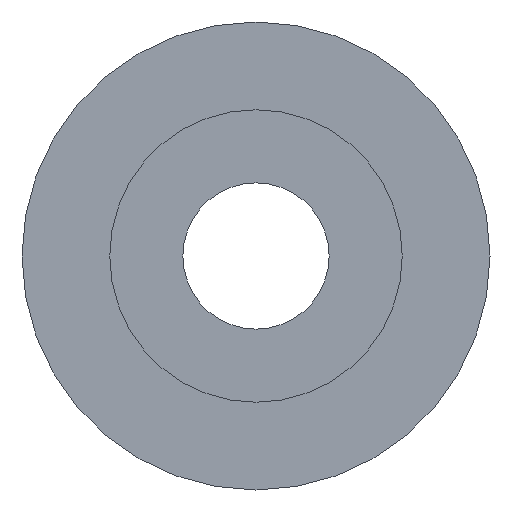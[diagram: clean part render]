
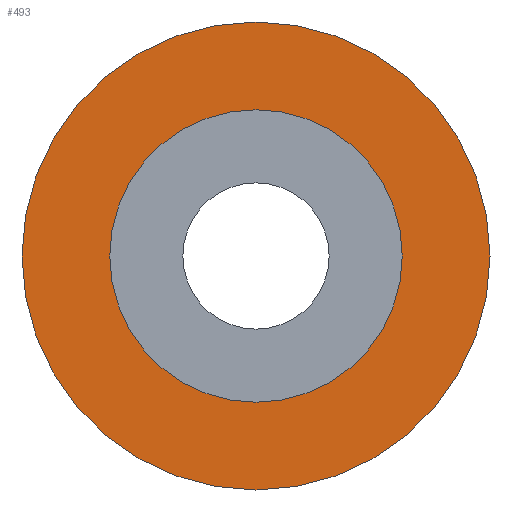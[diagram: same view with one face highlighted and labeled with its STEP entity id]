
A CAD part, left-side view. The second image highlights one B-rep face of the part: STEP entity #493.
In plain terms, the highlighted planar face has unit normal (-1, 0, 0).
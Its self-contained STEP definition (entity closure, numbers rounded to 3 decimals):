
#40 = CARTESIAN_POINT ( 'NONE',  ( 0., 0., 5. ) ) ;
#56 = ORIENTED_EDGE ( 'NONE', *, *, #142, .T. ) ;
#101 = DIRECTION ( 'NONE',  ( 0., 0., 1. ) ) ;
#120 = ORIENTED_EDGE ( 'NONE', *, *, #354, .F. ) ;
#127 = PLANE ( 'NONE',  #485 ) ;
#142 = EDGE_CURVE ( 'NONE', #594, #550, #154, .T. ) ;
#154 = CIRCLE ( 'NONE', #253, 8. ) ;
#163 = EDGE_LOOP ( 'NONE', ( #526, #56 ) ) ;
#176 = VERTEX_POINT ( 'NONE', #40 ) ;
#217 = AXIS2_PLACEMENT_3D ( 'NONE', #375, #369, #610 ) ;
#219 = CARTESIAN_POINT ( 'NONE',  ( 0., 0., 0. ) ) ;
#222 = CARTESIAN_POINT ( 'NONE',  ( 0., 0., 0. ) ) ;
#236 = FACE_BOUND ( 'NONE', #467, .T. ) ;
#252 = CARTESIAN_POINT ( 'NONE',  ( 0., 8., 0. ) ) ;
#253 = AXIS2_PLACEMENT_3D ( 'NONE', #219, #693, #402 ) ;
#255 = AXIS2_PLACEMENT_3D ( 'NONE', #222, #765, #101 ) ;
#273 = ORIENTED_EDGE ( 'NONE', *, *, #532, .F. ) ;
#343 = VERTEX_POINT ( 'NONE', #415 ) ;
#354 = EDGE_CURVE ( 'NONE', #343, #176, #758, .T. ) ;
#369 = DIRECTION ( 'NONE',  ( -1., 0., 0. ) ) ;
#375 = CARTESIAN_POINT ( 'NONE',  ( 0., 0., 0. ) ) ;
#388 = CARTESIAN_POINT ( 'NONE',  ( 0., 0., -8. ) ) ;
#395 = CARTESIAN_POINT ( 'NONE',  ( 0., 0., 8. ) ) ;
#402 = DIRECTION ( 'NONE',  ( 0., 0., 1. ) ) ;
#415 = CARTESIAN_POINT ( 'NONE',  ( 0., 0., -5. ) ) ;
#440 = DIRECTION ( 'NONE',  ( -1., 0., 0. ) ) ;
#467 = EDGE_LOOP ( 'NONE', ( #273, #120 ) ) ;
#485 = AXIS2_PLACEMENT_3D ( 'NONE', #252, #491, #726 ) ;
#491 = DIRECTION ( 'NONE',  ( 1., 0., 0. ) ) ;
#493 = ADVANCED_FACE ( 'NONE', ( #236, #721 ), #127, .F. ) ;
#503 = CARTESIAN_POINT ( 'NONE',  ( 0., 0., 0. ) ) ;
#526 = ORIENTED_EDGE ( 'NONE', *, *, #549, .T. ) ;
#532 = EDGE_CURVE ( 'NONE', #176, #343, #591, .T. ) ;
#549 = EDGE_CURVE ( 'NONE', #550, #594, #715, .T. ) ;
#550 = VERTEX_POINT ( 'NONE', #395 ) ;
#581 = DIRECTION ( 'NONE',  ( 0., 0., 1. ) ) ;
#591 = CIRCLE ( 'NONE', #217, 5. ) ;
#594 = VERTEX_POINT ( 'NONE', #388 ) ;
#610 = DIRECTION ( 'NONE',  ( 0., 0., 1. ) ) ;
#693 = DIRECTION ( 'NONE',  ( -1., 0., 0. ) ) ;
#715 = CIRCLE ( 'NONE', #770, 8. ) ;
#721 = FACE_OUTER_BOUND ( 'NONE', #163, .T. ) ;
#726 = DIRECTION ( 'NONE',  ( 0., 0., -1. ) ) ;
#758 = CIRCLE ( 'NONE', #255, 5. ) ;
#765 = DIRECTION ( 'NONE',  ( -1., 0., 0. ) ) ;
#770 = AXIS2_PLACEMENT_3D ( 'NONE', #503, #440, #581 ) ;
